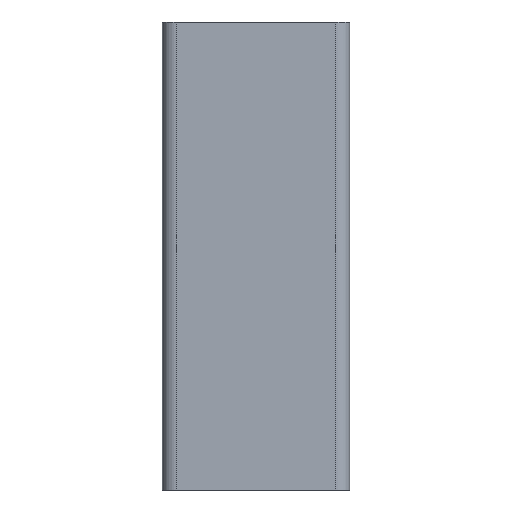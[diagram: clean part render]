
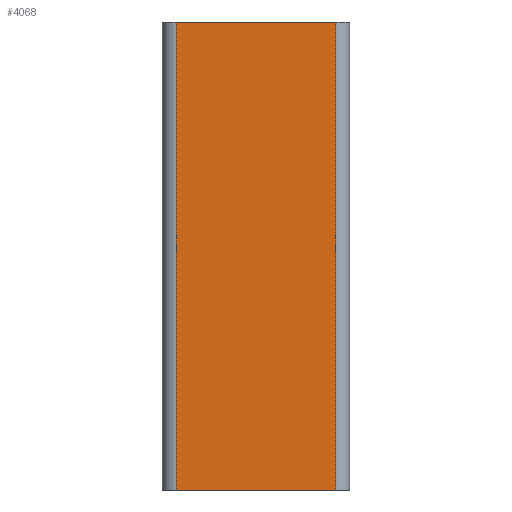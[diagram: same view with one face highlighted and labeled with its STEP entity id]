
A CAD part, left-side view. The second image highlights one B-rep face of the part: STEP entity #4068.
In plain terms, the highlighted planar face has unit normal (-1, 0, 0).
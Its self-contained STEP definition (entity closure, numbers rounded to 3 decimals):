
#1082=CARTESIAN_POINT('',(-20.,-17.,0.0));
#1083=VERTEX_POINT('',#1082);
#1091=CARTESIAN_POINT('',(-20.,17.,0.0));
#1092=VERTEX_POINT('',#1091);
#1093=CARTESIAN_POINT('',(-20.,-17.,0.0));
#1094=DIRECTION('',(0.0,1.0,0.0));
#1095=VECTOR('',#1094,34.0);
#1096=LINE('',#1093,#1095);
#1097=EDGE_CURVE('',#1083,#1092,#1096,.T.);
#4025=CARTESIAN_POINT('',(-20.,-17.,100.0));
#4026=VERTEX_POINT('',#4025);
#4034=CARTESIAN_POINT('',(-20.,-17.,0.0));
#4035=DIRECTION('',(0.0,0.0,1.0));
#4036=VECTOR('',#4035,100.0);
#4037=LINE('',#4034,#4036);
#4038=EDGE_CURVE('',#1083,#4026,#4037,.T.);
#4045=CARTESIAN_POINT('',(-20.,-17.,0.0));
#4046=DIRECTION('',(-1.0,0.0,0.0));
#4047=DIRECTION('',(0.0,0.0,1.0));
#4048=AXIS2_PLACEMENT_3D('',#4045,#4046,#4047);
#4049=PLANE('',#4048);
#4050=CARTESIAN_POINT('',(-20.,17.,100.0));
#4051=VERTEX_POINT('',#4050);
#4052=CARTESIAN_POINT('',(-20.,-17.,100.0));
#4053=DIRECTION('',(0.0,1.0,0.0));
#4054=VECTOR('',#4053,34.0);
#4055=LINE('',#4052,#4054);
#4056=EDGE_CURVE('',#4026,#4051,#4055,.T.);
#4057=ORIENTED_EDGE('',*,*,#4056,.T.);
#4058=CARTESIAN_POINT('',(-20.,17.,0.0));
#4059=DIRECTION('',(0.0,0.0,1.0));
#4060=VECTOR('',#4059,100.0);
#4061=LINE('',#4058,#4060);
#4062=EDGE_CURVE('',#1092,#4051,#4061,.T.);
#4063=ORIENTED_EDGE('',*,*,#4062,.F.);
#4064=ORIENTED_EDGE('',*,*,#1097,.F.);
#4065=ORIENTED_EDGE('',*,*,#4038,.T.);
#4066=EDGE_LOOP('',(#4057,#4063,#4064,#4065));
#4067=FACE_OUTER_BOUND('',#4066,.T.);
#4068=ADVANCED_FACE('',(#4067),#4049,.T.);
